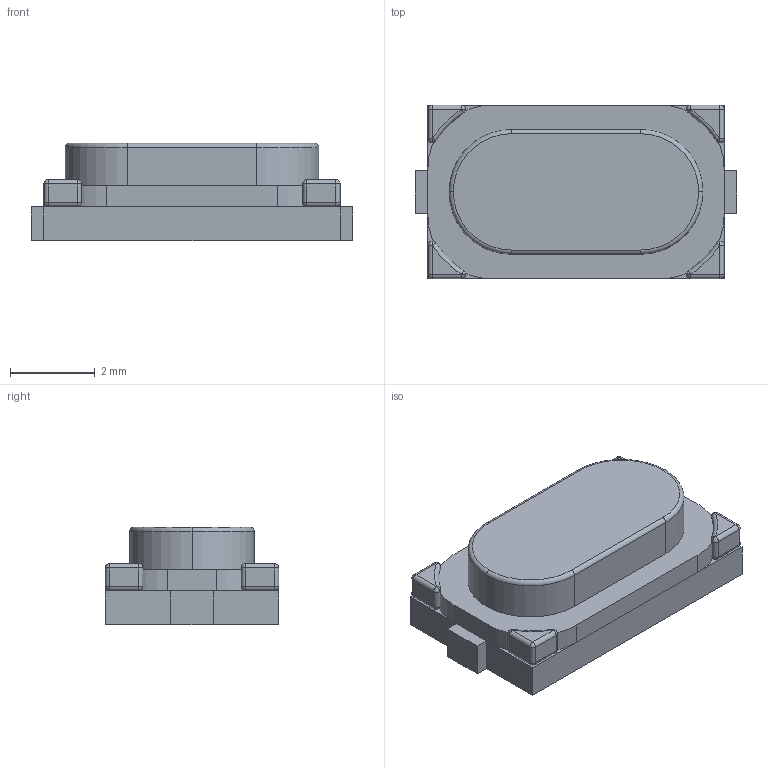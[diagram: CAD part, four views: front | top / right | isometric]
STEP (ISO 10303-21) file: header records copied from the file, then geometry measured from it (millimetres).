
FILE_DESCRIPTION (( 'STEP AP214' ), '1' );
FILE_NAME ('ECS-120-20-3X-EN-TR.STEP', '2025-03-11T09:00:20', ( '' ), ( '' ), 'SwSTEP 2.0', 'SolidWorks 2023', '' );
FILE_SCHEMA (( 'AUTOMOTIVE_DESIGN' ));
Length unit declared in the file: millimetre
Products named in the file (1): ECS-120-20-3X-EN-TR
Bounding box: 7.6 x 4.1 x 2.3 mm (x, y, z)
Volume: 53.8 mm3; surface area: 181.8 mm2
Topology: 8 solids, 8 shells, 137 faces, 298 edges, 154 vertices
Faces by surface type: plane 51, cylinder 42, sphere 32, torus 12
Entity records: 5083 total; most frequent: DIRECTION 680, CARTESIAN_POINT 566, ORIENTED_EDGE 548, EDGE_CURVE 274, AXIS2_PLACEMENT_3D 268, VERTEX_POINT 154, UNCERTAINTY_MEASURE_WITH_UNIT 146, FILL_AREA_STYLE 145
